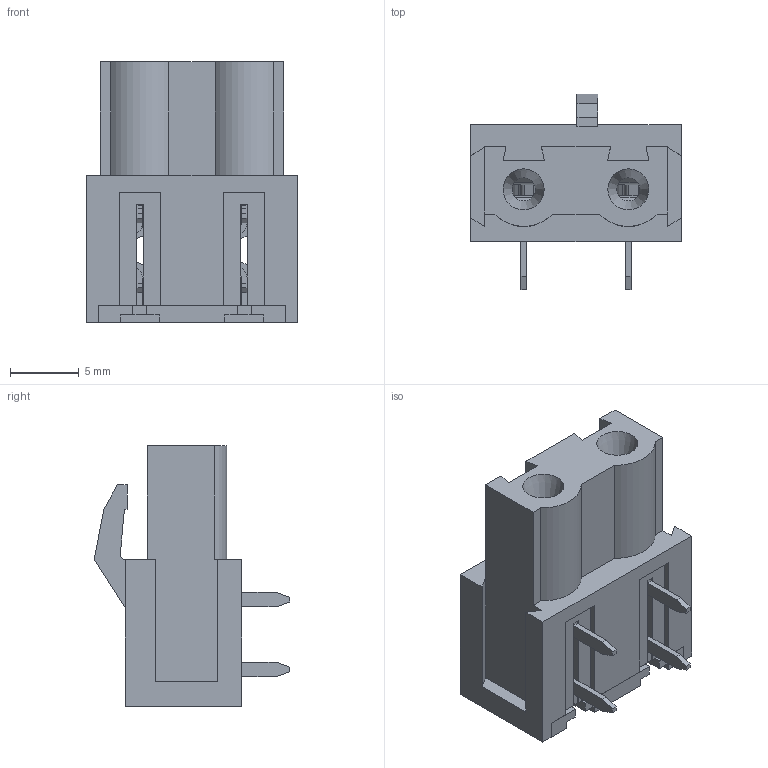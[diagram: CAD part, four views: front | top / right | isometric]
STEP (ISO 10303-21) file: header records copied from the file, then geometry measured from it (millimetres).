
FILE_DESCRIPTION( ( 'Unknown' ), '1' );
FILE_NAME( '691309410002.stp', 'Unknown', ( 'Unknown' ), ( 'Unknown' ), 'PSStep 14.0', 'Unknown', ' ' );
FILE_SCHEMA( ( 'AUTOMOTIVE_DESIGN { 1 0 10303 214 1 1 1 1 }' ) );
Length unit declared in the file: millimetre
Products named in the file (4): Assem1; 691309410002; 691309410002_CAPOT; 6913094100xx_PIN
Assembly tree (4 placements, depth 2):
  Assem1
    691309410002
    691309410002_CAPOT
    6913094100xx_PIN  x2
Bounding box: 15.34 x 14.25 x 19 mm (x, y, z)
Volume: 1199.6 mm3; surface area: 2628.2 mm2
Topology: 4 solids, 4 shells, 316 faces, 871 edges, 561 vertices
Faces by surface type: plane 235, cylinder 73, cone 4, sphere 4
Full cylindrical faces by diameter (mm): 0.9 x4
Entity records: 9220 total; most frequent: CARTESIAN_POINT 1353, ORIENTED_EDGE 1264, DIRECTION 1180, EDGE_CURVE 632, LINE 530, VECTOR 530, VERTEX_POINT 414, AXIS2_PLACEMENT_3D 325
